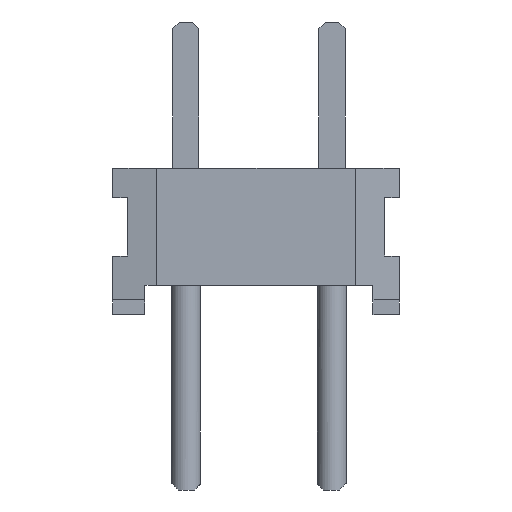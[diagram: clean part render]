
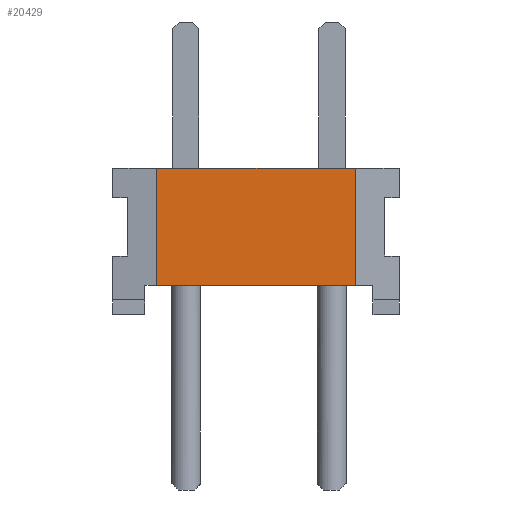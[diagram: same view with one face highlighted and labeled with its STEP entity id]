
A CAD part, left-side view. The second image highlights one B-rep face of the part: STEP entity #20429.
In plain terms, the highlighted planar face has unit normal (-1, 0, 0).
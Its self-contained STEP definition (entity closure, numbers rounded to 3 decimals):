
#20429 = ADVANCED_FACE('',(#20430),#20464,.F.);
#20430 = FACE_BOUND('',#20431,.T.);
#20431 = EDGE_LOOP('',(#20432,#20442,#20450,#20458));
#20432 = ORIENTED_EDGE('',*,*,#20433,.F.);
#20433 = EDGE_CURVE('',#20434,#20436,#20438,.T.);
#20434 = VERTEX_POINT('',#20435);
#20435 = CARTESIAN_POINT('',(-22.86,1.778,2.54));
#20436 = VERTEX_POINT('',#20437);
#20437 = CARTESIAN_POINT('',(-22.86,-1.676,2.54));
#20438 = LINE('',#20439,#20440);
#20439 = CARTESIAN_POINT('',(-22.86,2.54,2.54));
#20440 = VECTOR('',#20441,1.);
#20441 = DIRECTION('',(0.,-1.,0.));
#20442 = ORIENTED_EDGE('',*,*,#20443,.T.);
#20443 = EDGE_CURVE('',#20434,#20444,#20446,.T.);
#20444 = VERTEX_POINT('',#20445);
#20445 = CARTESIAN_POINT('',(-22.86,1.778,0.508));
#20446 = LINE('',#20447,#20448);
#20447 = CARTESIAN_POINT('',(-22.86,1.778,2.54));
#20448 = VECTOR('',#20449,1.);
#20449 = DIRECTION('',(0.,0.,-1.));
#20450 = ORIENTED_EDGE('',*,*,#20451,.T.);
#20451 = EDGE_CURVE('',#20444,#20452,#20454,.T.);
#20452 = VERTEX_POINT('',#20453);
#20453 = CARTESIAN_POINT('',(-22.86,-1.676,0.508));
#20454 = LINE('',#20455,#20456);
#20455 = CARTESIAN_POINT('',(-22.86,1.981,0.508));
#20456 = VECTOR('',#20457,1.);
#20457 = DIRECTION('',(0.,-1.,0.));
#20458 = ORIENTED_EDGE('',*,*,#20459,.T.);
#20459 = EDGE_CURVE('',#20452,#20436,#20460,.T.);
#20460 = LINE('',#20461,#20462);
#20461 = CARTESIAN_POINT('',(-22.86,-1.676,2.54));
#20462 = VECTOR('',#20463,1.);
#20463 = DIRECTION('',(0.,0.,1.));
#20464 = PLANE('',#20465);
#20465 = AXIS2_PLACEMENT_3D('',#20466,#20467,#20468);
#20466 = CARTESIAN_POINT('',(-22.86,2.54,2.54));
#20467 = DIRECTION('',(1.,0.,0.));
#20468 = DIRECTION('',(0.,1.,0.));
